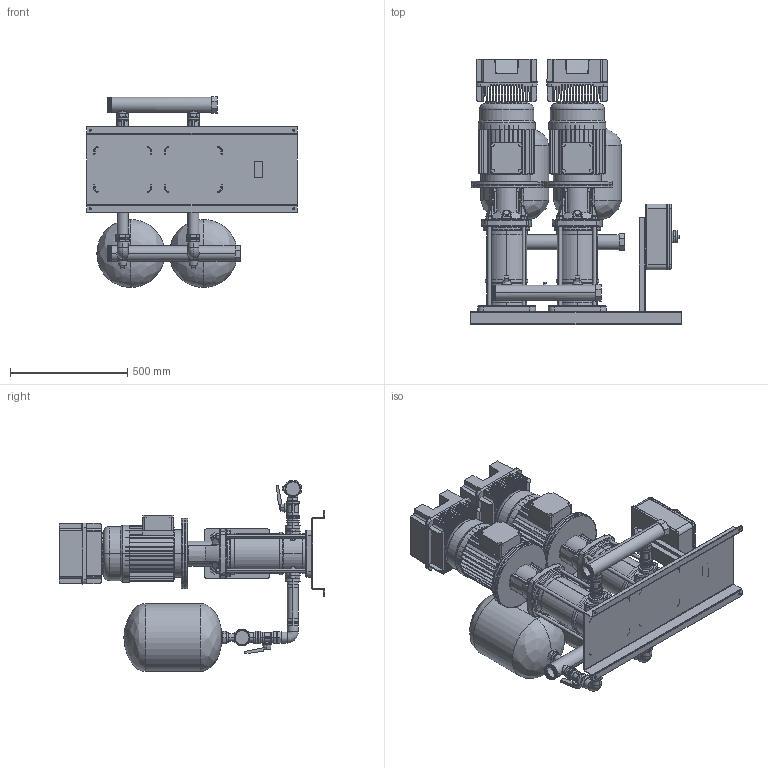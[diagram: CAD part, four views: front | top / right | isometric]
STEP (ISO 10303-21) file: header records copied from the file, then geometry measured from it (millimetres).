
FILE_DESCRIPTION (( 'STEP AP214' ), '1' );
FILE_NAME ('2SBI 20-7_TE_ZB00050646.STEP', '2022-01-25T06:56:16', ( '' ), ( '' ), 'SwSTEP 2.0', 'SolidWorks 2020', '' );
FILE_SCHEMA (( 'AUTOMOTIVE_DESIGN' ));
Length unit declared in the file: mil
Products named in the file (1): 2SBI 20-7_TE_ZB00050646
Bounding box: 900 x 1131 x 815.1 mm (x, y, z)
Volume: 110647981.5 mm3; surface area: 8388069.2 mm2
Topology: 56 solids, 67 shells, 2988 faces, 7514 edges, 4749 vertices
Faces by surface type: plane 1366, cylinder 937, bspline 366, torus 181, cone 128, sphere 10
Entity records: 143209 total; most frequent: CARTESIAN_POINT 74743, ORIENTED_EDGE 14980, DIRECTION 12472, EDGE_CURVE 7490, VERTEX_POINT 4749, AXIS2_PLACEMENT_3D 4359, VECTOR 3754, LINE 3754
